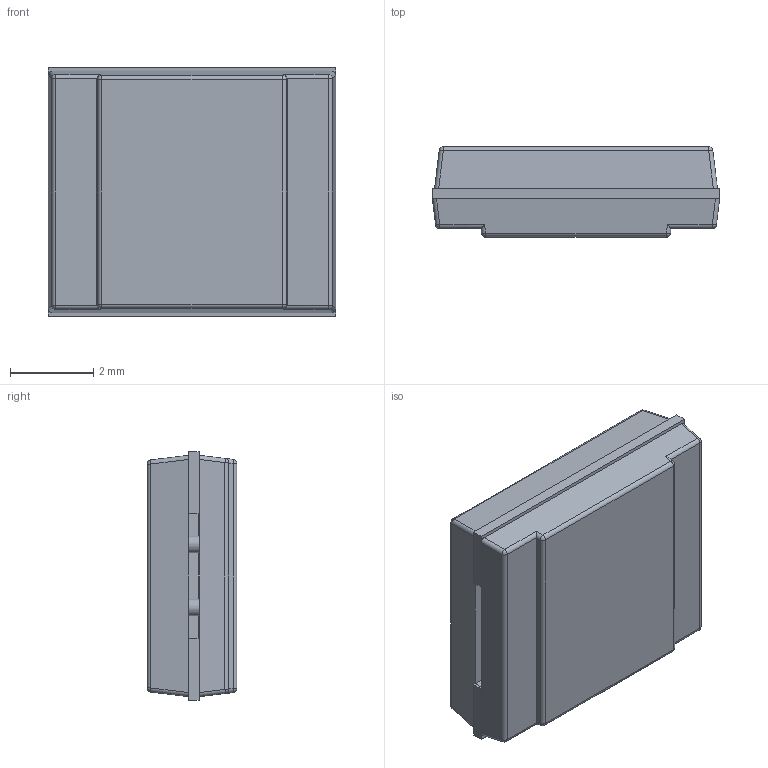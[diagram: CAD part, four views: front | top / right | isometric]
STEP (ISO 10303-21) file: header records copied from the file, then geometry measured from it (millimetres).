
FILE_DESCRIPTION (( 'STEP AP203' ), '1' );
FILE_NAME ('B5150C 3D structure.STEP', '2021-03-17T07:29:55', ( '' ), ( '' ), 'SwSTEP 2.0', 'SolidWorks 2016', '' );
FILE_SCHEMA (( 'CONFIG_CONTROL_DESIGN' ));
Length unit declared in the file: millimetre
Products named in the file (2): SMC compound; B5150C 3D structure
Assembly tree (1 placements, depth 2):
  B5150C 3D structure
    SMC compound
Bounding box: 6.9 x 2.16 x 5.97 mm (x, y, z)
Volume: 70.7 mm3; surface area: 201.9 mm2
Topology: 1 solids, 1 shells, 146 faces, 370 edges, 222 vertices
Faces by surface type: plane 93, cylinder 41, sphere 12
Entity records: 4508 total; most frequent: CARTESIAN_POINT 868, ORIENTED_EDGE 740, DIRECTION 704, EDGE_CURVE 370, LINE 264, VECTOR 264, VERTEX_POINT 222, AXIS2_PLACEMENT_3D 220
